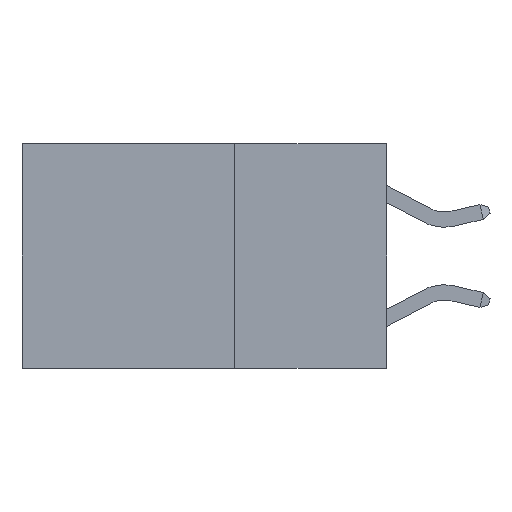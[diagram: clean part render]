
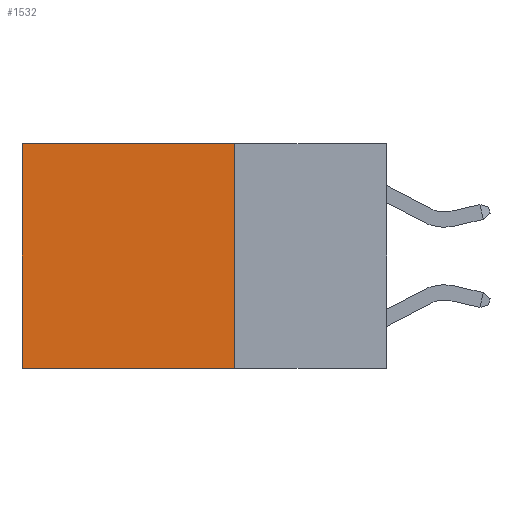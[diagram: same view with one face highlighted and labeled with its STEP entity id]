
A CAD part, left-side view. The second image highlights one B-rep face of the part: STEP entity #1532.
In plain terms, the highlighted planar face has unit normal (-1, 0, 0).
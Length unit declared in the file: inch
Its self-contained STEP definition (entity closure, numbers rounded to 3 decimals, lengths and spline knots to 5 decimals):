
#389 = VECTOR ( 'NONE', #4011, 39.37008 ) ;
#995 = ORIENTED_EDGE ( 'NONE', *, *, #1374, .F. ) ;
#1374 = EDGE_CURVE ( 'NONE', #16338, #19973, #14856, .T. ) ;
#1476 = CARTESIAN_POINT ( 'NONE',  ( 0.2625, 0.25, 0. ) ) ;
#1532 = ADVANCED_FACE ( 'NONE', ( #18278 ), #13530, .F. ) ;
#1633 = CARTESIAN_POINT ( 'NONE',  ( 0.2625, 0.25, -0.37 ) ) ;
#1661 = DIRECTION ( 'NONE',  ( 0., 1., 0. ) ) ;
#3169 = CARTESIAN_POINT ( 'NONE',  ( 0.2625, 0.6, -0.37 ) ) ;
#3272 = LINE ( 'NONE', #16565, #3868 ) ;
#3868 = VECTOR ( 'NONE', #1661, 39.37008 ) ;
#4011 = DIRECTION ( 'NONE',  ( 0., 0., -1. ) ) ;
#4261 = DIRECTION ( 'NONE',  ( 0., 1., 0. ) ) ;
#5075 = AXIS2_PLACEMENT_3D ( 'NONE', #18483, #20124, #7134 ) ;
#7134 = DIRECTION ( 'NONE',  ( 0., 0., -1. ) ) ;
#7436 = ORIENTED_EDGE ( 'NONE', *, *, #12243, .F. ) ;
#8568 = ORIENTED_EDGE ( 'NONE', *, *, #12416, .T. ) ;
#9786 = LINE ( 'NONE', #1476, #14878 ) ;
#10404 = DIRECTION ( 'NONE',  ( 0., 0., -1. ) ) ;
#12243 = EDGE_CURVE ( 'NONE', #20006, #16338, #9786, .T. ) ;
#12381 = VECTOR ( 'NONE', #4261, 39.37008 ) ;
#12416 = EDGE_CURVE ( 'NONE', #20184, #19973, #19254, .T. ) ;
#12431 = EDGE_LOOP ( 'NONE', ( #8568, #995, #7436, #13136 ) ) ;
#13136 = ORIENTED_EDGE ( 'NONE', *, *, #14625, .T. ) ;
#13530 = PLANE ( 'NONE',  #5075 ) ;
#14625 = EDGE_CURVE ( 'NONE', #20006, #20184, #3272, .T. ) ;
#14856 = LINE ( 'NONE', #1633, #12381 ) ;
#14878 = VECTOR ( 'NONE', #10404, 39.37008 ) ;
#15923 = CARTESIAN_POINT ( 'NONE',  ( 0.2625, 0.6, 0. ) ) ;
#16239 = CARTESIAN_POINT ( 'NONE',  ( 0.2625, 0.25, 0. ) ) ;
#16338 = VERTEX_POINT ( 'NONE', #20797 ) ;
#16565 = CARTESIAN_POINT ( 'NONE',  ( 0.2625, 0.25, 0. ) ) ;
#16867 = CARTESIAN_POINT ( 'NONE',  ( 0.2625, 0.6, 0. ) ) ;
#18278 = FACE_OUTER_BOUND ( 'NONE', #12431, .T. ) ;
#18483 = CARTESIAN_POINT ( 'NONE',  ( 0.2625, 0.25, 0. ) ) ;
#19254 = LINE ( 'NONE', #15923, #389 ) ;
#19973 = VERTEX_POINT ( 'NONE', #3169 ) ;
#20006 = VERTEX_POINT ( 'NONE', #16239 ) ;
#20124 = DIRECTION ( 'NONE',  ( 1., 0., 0. ) ) ;
#20184 = VERTEX_POINT ( 'NONE', #16867 ) ;
#20797 = CARTESIAN_POINT ( 'NONE',  ( 0.2625, 0.25, -0.37 ) ) ;
